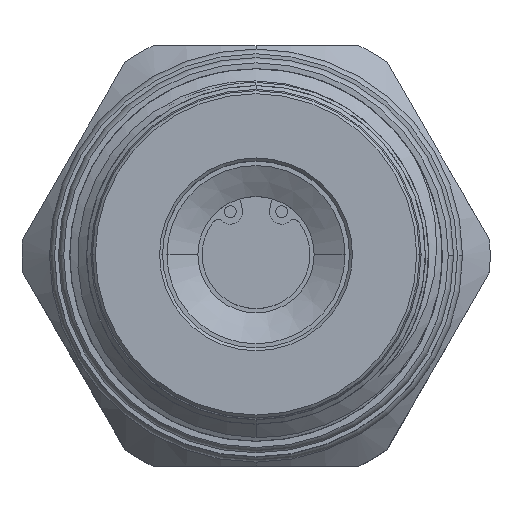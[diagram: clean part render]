
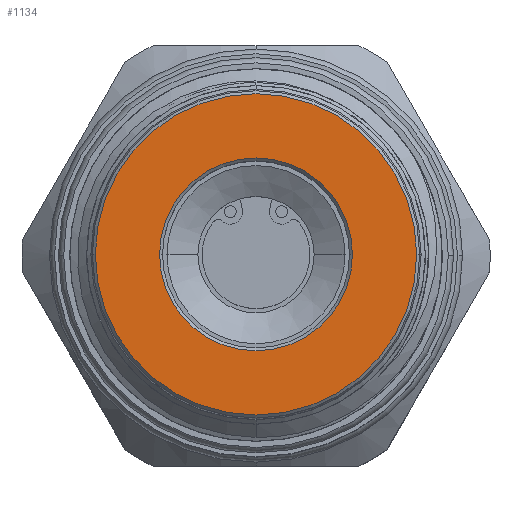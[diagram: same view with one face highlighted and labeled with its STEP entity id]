
A CAD part, top view. The second image highlights one B-rep face of the part: STEP entity #1134.
In plain terms, the highlighted planar face has unit normal (0, 0, 1).
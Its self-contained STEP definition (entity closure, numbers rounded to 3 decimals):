
#7 = AXIS2_PLACEMENT_3D ( 'NONE', #4027, #4028, #4029 ) ;
#52 = AXIS2_PLACEMENT_3D ( 'NONE', #2974, #2975, #2976 ) ;
#114 = CARTESIAN_POINT ( 'NONE',  ( -6.55, 0., -25.725 ) ) ;
#221 = CARTESIAN_POINT ( 'NONE',  ( -10.915, 0., -25.725 ) ) ;
#925 = VERTEX_POINT ( 'NONE', #114 ) ;
#938 = VERTEX_POINT ( 'NONE', #221 ) ;
#1134 = ADVANCED_FACE ( 'NONE', ( #2121, #2129 ), #7773, .T. ) ;
#1265 = ORIENTED_EDGE ( 'NONE', *, *, #6806, .F. ) ;
#1271 = ORIENTED_EDGE ( 'NONE', *, *, #6478, .T. ) ;
#1338 = VERTEX_POINT ( 'NONE', #2957 ) ;
#1342 = ORIENTED_EDGE ( 'NONE', *, *, #6623, .F. ) ;
#1433 = ORIENTED_EDGE ( 'NONE', *, *, #6860, .T. ) ;
#1768 = AXIS2_PLACEMENT_3D ( 'NONE', #5594, #5595, #5596 ) ;
#2121 = FACE_BOUND ( 'NONE', #7490, .T. ) ;
#2129 = FACE_OUTER_BOUND ( 'NONE', #7548, .T. ) ;
#2255 = CIRCLE ( 'NONE', #52, 6.55 ) ;
#2431 = CIRCLE ( 'NONE', #7, 10.915 ) ;
#2599 = CIRCLE ( 'NONE', #1768, 10.915 ) ;
#2651 = CIRCLE ( 'NONE', #7627, 6.55 ) ;
#2957 = CARTESIAN_POINT ( 'NONE',  ( 10.915, 0., -25.725 ) ) ;
#2974 = CARTESIAN_POINT ( 'NONE',  ( 0., 0., -25.725 ) ) ;
#2975 = DIRECTION ( 'NONE',  ( 0., 0., -1. ) ) ;
#2976 = DIRECTION ( 'NONE',  ( -1., 0., 0. ) ) ;
#4027 = CARTESIAN_POINT ( 'NONE',  ( 0., 0., -25.725 ) ) ;
#4028 = DIRECTION ( 'NONE',  ( 0., 0., -1. ) ) ;
#4029 = DIRECTION ( 'NONE',  ( -1., 0., 0. ) ) ;
#5594 = CARTESIAN_POINT ( 'NONE',  ( 0., 0., -25.725 ) ) ;
#5595 = DIRECTION ( 'NONE',  ( 0., 0., -1. ) ) ;
#5596 = DIRECTION ( 'NONE',  ( -1., 0., 0. ) ) ;
#5945 = CARTESIAN_POINT ( 'NONE',  ( 0., 0., -25.725 ) ) ;
#5946 = DIRECTION ( 'NONE',  ( 0., 0., -1. ) ) ;
#5947 = DIRECTION ( 'NONE',  ( -1., 0., 0. ) ) ;
#6059 = CARTESIAN_POINT ( 'NONE',  ( 6.55, 0., -25.725 ) ) ;
#6478 = EDGE_CURVE ( 'NONE', #6977, #925, #2255, .T. ) ;
#6623 = EDGE_CURVE ( 'NONE', #938, #1338, #2431, .T. ) ;
#6806 = EDGE_CURVE ( 'NONE', #1338, #938, #2599, .T. ) ;
#6860 = EDGE_CURVE ( 'NONE', #925, #6977, #2651, .T. ) ;
#6977 = VERTEX_POINT ( 'NONE', #6059 ) ;
#7012 = AXIS2_PLACEMENT_3D ( 'NONE', #7724, #7844, #7857 ) ;
#7490 = EDGE_LOOP ( 'NONE', ( #1271, #1433 ) ) ;
#7548 = EDGE_LOOP ( 'NONE', ( #1342, #1265 ) ) ;
#7627 = AXIS2_PLACEMENT_3D ( 'NONE', #5945, #5946, #5947 ) ;
#7724 = CARTESIAN_POINT ( 'NONE',  ( 0., 0., -25.725 ) ) ;
#7773 = PLANE ( 'NONE',  #7012 ) ;
#7844 = DIRECTION ( 'NONE',  ( 0., 0., 1. ) ) ;
#7857 = DIRECTION ( 'NONE',  ( 1., 0., 0. ) ) ;
